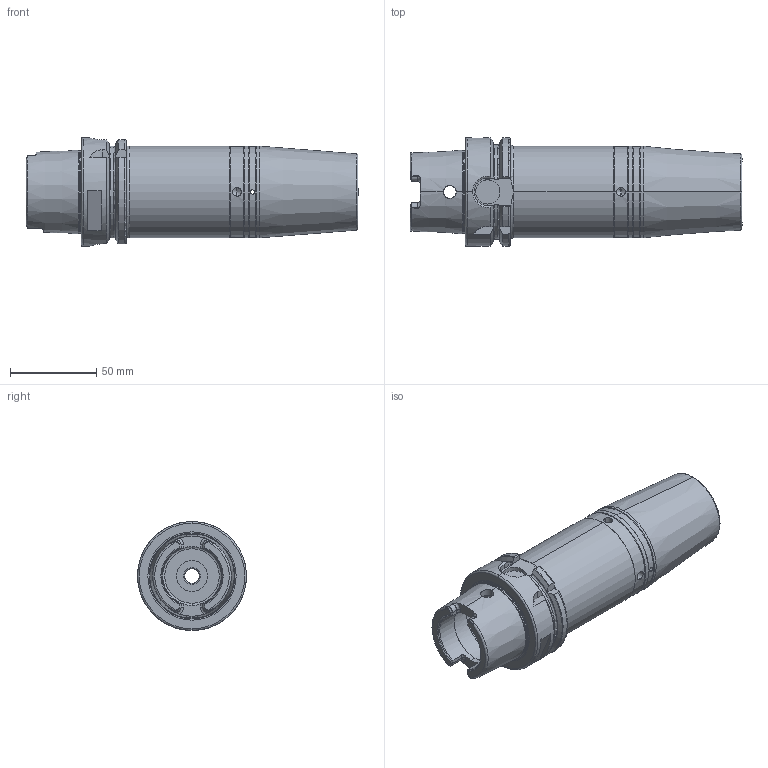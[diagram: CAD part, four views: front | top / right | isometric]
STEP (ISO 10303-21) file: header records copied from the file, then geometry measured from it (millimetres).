
FILE_DESCRIPTION (( 'STEP AP203' ), '1' );
FILE_NAME ('HA63A260A32160HP1.STEP', '2020-11-13T08:17:43', ( 'user' ), ( '' ), 'SwSTEP 2.0', 'SolidWorks 2013', '' );
FILE_SCHEMA (( 'CONFIG_CONTROL_DESIGN' ));
Length unit declared in the file: millimetre
Products named in the file (1): HA63A260A32160HP1
Bounding box: 192 x 63 x 63 mm (x, y, z)
Volume: 296562.6 mm3; surface area: 53337.3 mm2
Topology: 1 solids, 1 shells, 254 faces, 649 edges, 390 vertices
Faces by surface type: cylinder 78, plane 69, cone 52, torus 39, bspline 16
Entity records: 9474 total; most frequent: CARTESIAN_POINT 3611, ORIENTED_EDGE 1282, DIRECTION 1125, EDGE_CURVE 641, AXIS2_PLACEMENT_3D 452, VERTEX_POINT 390, EDGE_LOOP 269, FACE_OUTER_BOUND 254
